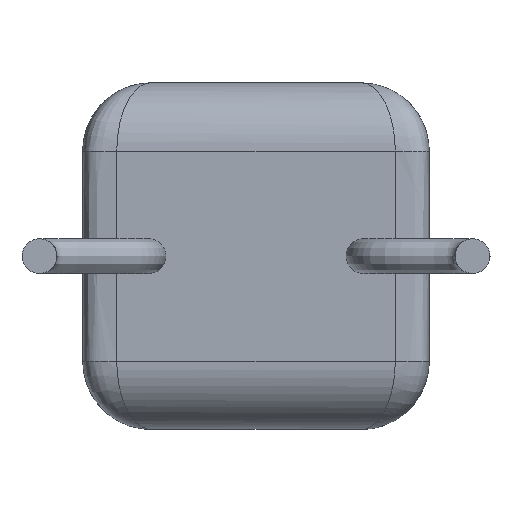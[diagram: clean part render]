
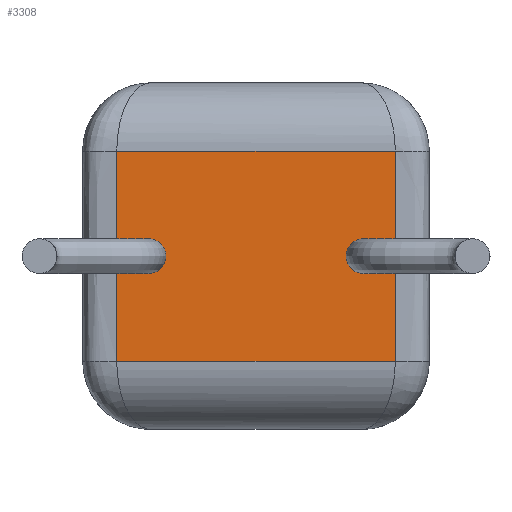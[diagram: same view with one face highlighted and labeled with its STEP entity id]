
A CAD part, front view. The second image highlights one B-rep face of the part: STEP entity #3308.
In plain terms, the highlighted planar face has unit normal (0, -1, 0).
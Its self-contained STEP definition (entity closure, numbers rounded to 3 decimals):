
#8 = VERTEX_POINT ( 'NONE', #2829 ) ;
#19 = CARTESIAN_POINT ( 'NONE',  ( 4.58, 0., 4.08 ) ) ;
#21 = AXIS2_PLACEMENT_3D ( 'NONE', #5460, #6517, #354 ) ;
#23 = EDGE_CURVE ( 'NONE', #8, #4857, #5823, .T. ) ;
#217 = AXIS2_PLACEMENT_3D ( 'NONE', #4798, #1211, #5850 ) ;
#281 = CIRCLE ( 'NONE', #5397, 0.255 ) ;
#285 = EDGE_CURVE ( 'NONE', #3233, #3250, #1609, .T. ) ;
#354 = DIRECTION ( 'NONE',  ( 0., 0., 1. ) ) ;
#359 = CARTESIAN_POINT ( 'NONE',  ( 0.965, 0., 2.795 ) ) ;
#449 = DIRECTION ( 'NONE',  ( 1., 0., 0. ) ) ;
#653 = VECTOR ( 'NONE', #449, 1000. ) ;
#777 = EDGE_LOOP ( 'NONE', ( #2736, #1886, #4616, #5021 ) ) ;
#989 = CARTESIAN_POINT ( 'NONE',  ( 0.5, 0., 3.053 ) ) ;
#1016 = EDGE_CURVE ( 'NONE', #4857, #2258, #5914, .T. ) ;
#1146 = CARTESIAN_POINT ( 'NONE',  ( 0.5, 0., 1. ) ) ;
#1201 = FACE_BOUND ( 'NONE', #2384, .T. ) ;
#1211 = DIRECTION ( 'NONE',  ( 0., 1., 0. ) ) ;
#1283 = FACE_OUTER_BOUND ( 'NONE', #777, .T. ) ;
#1327 = B_SPLINE_CURVE_WITH_KNOTS ( 'NONE', 3,
 ( #4086, #989, #1529, #5112 ),
 .UNSPECIFIED., .F., .F.,
 ( 4, 4 ),
 ( 0.197, 0.803 ),
 .UNSPECIFIED. ) ;
#1378 = LINE ( 'NONE', #4003, #653 ) ;
#1529 = CARTESIAN_POINT ( 'NONE',  ( 0.5, 0., 2.027 ) ) ;
#1609 = CIRCLE ( 'NONE', #5542, 0.255 ) ;
#1702 = CARTESIAN_POINT ( 'NONE',  ( 0.965, 0., 2.54 ) ) ;
#1785 = CARTESIAN_POINT ( 'NONE',  ( 4.58, 0., 2.027 ) ) ;
#1885 = CARTESIAN_POINT ( 'NONE',  ( 4.115, 0., 2.795 ) ) ;
#1886 = ORIENTED_EDGE ( 'NONE', *, *, #5334, .T. ) ;
#1970 = DIRECTION ( 'NONE',  ( 0., 1., 0. ) ) ;
#1976 = CARTESIAN_POINT ( 'NONE',  ( 4.115, 0., 2.54 ) ) ;
#2172 = EDGE_CURVE ( 'NONE', #4047, #5974, #3313, .T. ) ;
#2258 = VERTEX_POINT ( 'NONE', #5044 ) ;
#2259 = CARTESIAN_POINT ( 'NONE',  ( 4.58, 0., 1. ) ) ;
#2323 = CARTESIAN_POINT ( 'NONE',  ( 4.58, 0., 4.08 ) ) ;
#2384 = EDGE_LOOP ( 'NONE', ( #3534, #4458 ) ) ;
#2545 = EDGE_CURVE ( 'NONE', #2258, #3861, #1327, .T. ) ;
#2731 = DIRECTION ( 'NONE',  ( 0., 0., 1. ) ) ;
#2736 = ORIENTED_EDGE ( 'NONE', *, *, #2545, .T. ) ;
#2829 = CARTESIAN_POINT ( 'NONE',  ( 4.58, 0., 1. ) ) ;
#3001 = CARTESIAN_POINT ( 'NONE',  ( 4.115, 0., 2.54 ) ) ;
#3206 = AXIS2_PLACEMENT_3D ( 'NONE', #1976, #5536, #6608 ) ;
#3233 = VERTEX_POINT ( 'NONE', #6544 ) ;
#3250 = VERTEX_POINT ( 'NONE', #359 ) ;
#3269 = VECTOR ( 'NONE', #4359, 1000. ) ;
#3308 = ADVANCED_FACE ( 'NONE', ( #3608, #1283, #1201 ), #4299, .F. ) ;
#3313 = CIRCLE ( 'NONE', #3206, 0.255 ) ;
#3377 = EDGE_LOOP ( 'NONE', ( #5472, #4556 ) ) ;
#3451 = DIRECTION ( 'NONE',  ( 0., 0., -1. ) ) ;
#3534 = ORIENTED_EDGE ( 'NONE', *, *, #6318, .F. ) ;
#3608 = FACE_BOUND ( 'NONE', #3377, .T. ) ;
#3664 = EDGE_CURVE ( 'NONE', #5974, #4047, #281, .T. ) ;
#3769 = DIRECTION ( 'NONE',  ( 0., -1., 0. ) ) ;
#3778 = CARTESIAN_POINT ( 'NONE',  ( 0., 0., 4.08 ) ) ;
#3861 = VERTEX_POINT ( 'NONE', #1146 ) ;
#3866 = CARTESIAN_POINT ( 'NONE',  ( 4.58, 0., 3.053 ) ) ;
#4003 = CARTESIAN_POINT ( 'NONE',  ( 4.58, 0., 1. ) ) ;
#4047 = VERTEX_POINT ( 'NONE', #6168 ) ;
#4086 = CARTESIAN_POINT ( 'NONE',  ( 0.5, 0., 4.08 ) ) ;
#4299 = PLANE ( 'NONE',  #217 ) ;
#4359 = DIRECTION ( 'NONE',  ( -1., 0., 0. ) ) ;
#4458 = ORIENTED_EDGE ( 'NONE', *, *, #285, .F. ) ;
#4556 = ORIENTED_EDGE ( 'NONE', *, *, #2172, .T. ) ;
#4616 = ORIENTED_EDGE ( 'NONE', *, *, #23, .T. ) ;
#4798 = CARTESIAN_POINT ( 'NONE',  ( 0., 0., 5.08 ) ) ;
#4857 = VERTEX_POINT ( 'NONE', #19 ) ;
#5021 = ORIENTED_EDGE ( 'NONE', *, *, #1016, .T. ) ;
#5044 = CARTESIAN_POINT ( 'NONE',  ( 0.5, 0., 4.08 ) ) ;
#5112 = CARTESIAN_POINT ( 'NONE',  ( 0.5, 0., 1. ) ) ;
#5334 = EDGE_CURVE ( 'NONE', #3861, #8, #1378, .T. ) ;
#5397 = AXIS2_PLACEMENT_3D ( 'NONE', #3001, #1970, #3451 ) ;
#5460 = CARTESIAN_POINT ( 'NONE',  ( 0.965, 0., 2.54 ) ) ;
#5472 = ORIENTED_EDGE ( 'NONE', *, *, #3664, .T. ) ;
#5536 = DIRECTION ( 'NONE',  ( 0., 1., 0. ) ) ;
#5542 = AXIS2_PLACEMENT_3D ( 'NONE', #1702, #3769, #2731 ) ;
#5823 = B_SPLINE_CURVE_WITH_KNOTS ( 'NONE', 3,
 ( #2259, #1785, #3866, #2323 ),
 .UNSPECIFIED., .F., .F.,
 ( 4, 4 ),
 ( 0.197, 0.803 ),
 .UNSPECIFIED. ) ;
#5850 = DIRECTION ( 'NONE',  ( 0., 0., 1. ) ) ;
#5914 = LINE ( 'NONE', #3778, #3269 ) ;
#5974 = VERTEX_POINT ( 'NONE', #1885 ) ;
#6020 = CIRCLE ( 'NONE', #21, 0.255 ) ;
#6168 = CARTESIAN_POINT ( 'NONE',  ( 4.115, 0., 2.285 ) ) ;
#6318 = EDGE_CURVE ( 'NONE', #3250, #3233, #6020, .T. ) ;
#6517 = DIRECTION ( 'NONE',  ( 0., -1., 0. ) ) ;
#6544 = CARTESIAN_POINT ( 'NONE',  ( 0.965, 0., 2.285 ) ) ;
#6608 = DIRECTION ( 'NONE',  ( 0., 0., -1. ) ) ;
